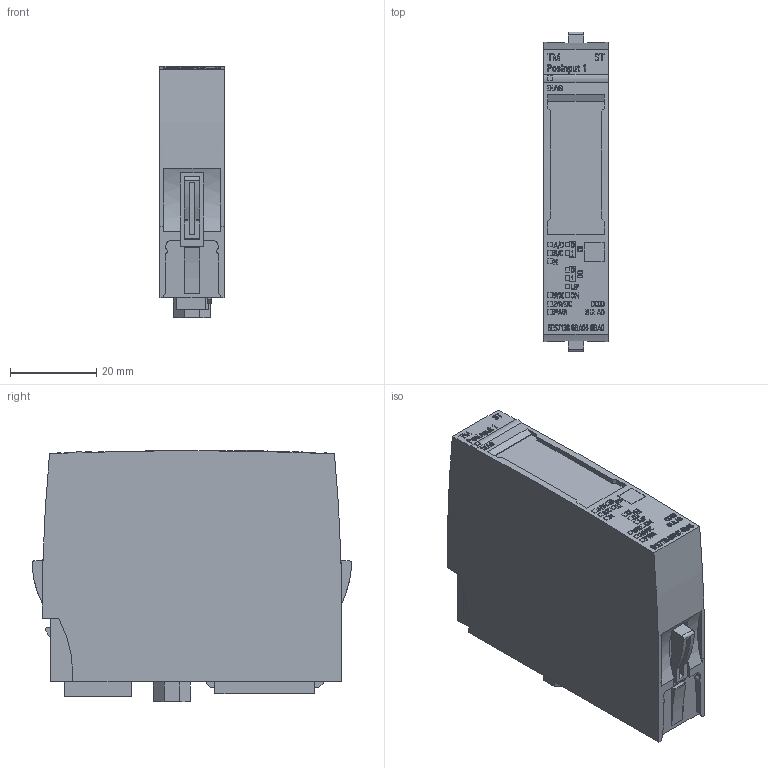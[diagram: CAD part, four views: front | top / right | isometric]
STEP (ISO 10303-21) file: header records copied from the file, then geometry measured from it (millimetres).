
FILE_DESCRIPTION(/* description */ (''),/* implementation_level */ '2;1');
FILE_NAME(/* name */ '6ES7138-6BA01-0BA0_3d.stp',/* time_stamp */ '2024-07-23T12:01:31+02:00',/* author */ (''),/* organization */ (''),/* preprocessor_version */ 'ST-DEVELOPER v18.102',/* originating_system */ 'SIEMENS PLM Software NX 2023',/* authorisation */ '');
FILE_SCHEMA (('AUTOMOTIVE_DESIGN { 1 0 10303 214 3 1 1 1 }'));
Products named in the file (3): A5E50134667A_RS-AA_002_1-labeling; A5E50134666A_RS-AA_002_1-box; A5E50655957A_RS-AA_002_5-CAx_6ES71386BA010BA0
Assembly tree (2 placements, depth 2):
  A5E50655957A_RS-AA_002_5-CAx_6ES71386BA010BA0
    A5E50134666A_RS-AA_002_1-box
    A5E50134667A_RS-AA_002_1-labeling
Bounding box: 15 x 74 x 58.19 mm (x, y, z)
Volume: 21436.2 mm3; surface area: 30552.8 mm2
Topology: 80 solids, 80 shells, 1568 faces, 3950 edges, 2626 vertices
Faces by surface type: plane 967, extrusion 414, cylinder 187
Entity records: 73114 total; most frequent: CARTESIAN_POINT 24849, ORIENTED_EDGE 7900, DIRECTION 6426, EDGE_CURVE 3950, VECTOR 2936, VERTEX_POINT 2626, LINE 2522, AXIS2_PLACEMENT_3D 1745
